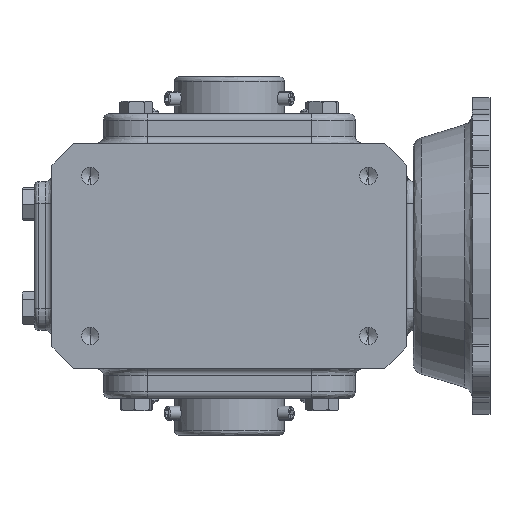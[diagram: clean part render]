
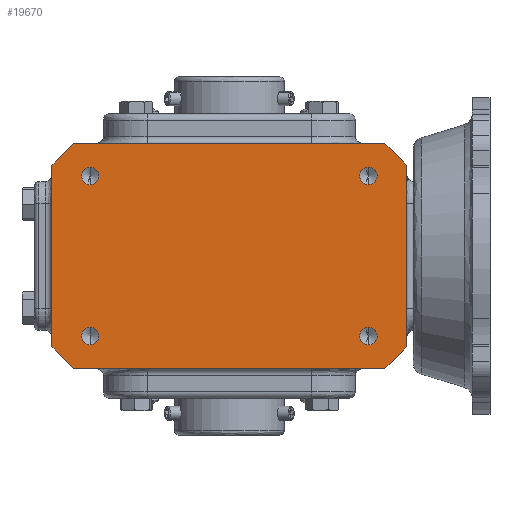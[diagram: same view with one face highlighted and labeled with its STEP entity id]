
A CAD part, front view. The second image highlights one B-rep face of the part: STEP entity #19670.
In plain terms, the highlighted planar face has unit normal (0, -1, 0).
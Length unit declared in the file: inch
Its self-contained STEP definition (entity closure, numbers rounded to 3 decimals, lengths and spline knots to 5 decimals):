
#150 = FACE_BOUND ( 'NONE', #18576, .T. ) ;
#218 = CARTESIAN_POINT ( 'NONE',  ( -2.5, -2.5, 1.43996 ) ) ;
#338 = EDGE_CURVE ( 'NONE', #1019, #5195, #16232, .T. ) ;
#815 = CARTESIAN_POINT ( 'NONE',  ( -2.5, -2.5, -1.59621 ) ) ;
#1019 = VERTEX_POINT ( 'NONE', #24012 ) ;
#1540 = AXIS2_PLACEMENT_3D ( 'NONE', #14112, #21411, #4610 ) ;
#1614 = EDGE_CURVE ( 'NONE', #5195, #1019, #22463, .T. ) ;
#1789 = VERTEX_POINT ( 'NONE', #4762 ) ;
#1997 = CARTESIAN_POINT ( 'NONE',  ( -2.79528, -2.5, -2.02756 ) ) ;
#2016 = CARTESIAN_POINT ( 'NONE',  ( -2.5, -2.5, -1.43996 ) ) ;
#2523 = CARTESIAN_POINT ( 'NONE',  ( 2.5, -2.5, 1.43996 ) ) ;
#3010 = DIRECTION ( 'NONE',  ( 0., -1., 0. ) ) ;
#3109 = CARTESIAN_POINT ( 'NONE',  ( -3.18898, -2.5, 2.02756 ) ) ;
#3357 = ORIENTED_EDGE ( 'NONE', *, *, #6348, .F. ) ;
#3479 = EDGE_CURVE ( 'NONE', #8471, #23494, #22087, .T. ) ;
#3511 = EDGE_LOOP ( 'NONE', ( #3357, #18604 ) ) ;
#3636 = ORIENTED_EDGE ( 'NONE', *, *, #4111, .F. ) ;
#3735 = ORIENTED_EDGE ( 'NONE', *, *, #1614, .F. ) ;
#3744 = LINE ( 'NONE', #5471, #14139 ) ;
#3750 = CARTESIAN_POINT ( 'NONE',  ( -3.18898, -2.5, 2.02756 ) ) ;
#4111 = EDGE_CURVE ( 'NONE', #6425, #18949, #18602, .T. ) ;
#4235 = DIRECTION ( 'NONE',  ( 1., 0., 0. ) ) ;
#4477 = DIRECTION ( 'NONE',  ( 0., 0., -1. ) ) ;
#4494 = EDGE_CURVE ( 'NONE', #18949, #6425, #18937, .T. ) ;
#4610 = DIRECTION ( 'NONE',  ( 0., 0., -1. ) ) ;
#4762 = CARTESIAN_POINT ( 'NONE',  ( 2.5, -2.5, 1.28371 ) ) ;
#4978 = AXIS2_PLACEMENT_3D ( 'NONE', #24023, #11246, #22323 ) ;
#5021 = AXIS2_PLACEMENT_3D ( 'NONE', #3109, #18084, #16832 ) ;
#5195 = VERTEX_POINT ( 'NONE', #6620 ) ;
#5430 = CARTESIAN_POINT ( 'NONE',  ( -3.18898, -2.5, -2.02756 ) ) ;
#5471 = CARTESIAN_POINT ( 'NONE',  ( -3.18898, -2.5, 1.63386 ) ) ;
#5502 = AXIS2_PLACEMENT_3D ( 'NONE', #2523, #9919, #8130 ) ;
#5574 = CARTESIAN_POINT ( 'NONE',  ( -3.18898, -2.5, -1.63386 ) ) ;
#5679 = VERTEX_POINT ( 'NONE', #12435 ) ;
#5752 = AXIS2_PLACEMENT_3D ( 'NONE', #218, #18969, #9444 ) ;
#5768 = DIRECTION ( 'NONE',  ( -0.707, 0., 0.707 ) ) ;
#6032 = DIRECTION ( 'NONE',  ( 0., -1., 0. ) ) ;
#6269 = ORIENTED_EDGE ( 'NONE', *, *, #21975, .F. ) ;
#6302 = EDGE_CURVE ( 'NONE', #15782, #23953, #11528, .T. ) ;
#6348 = EDGE_CURVE ( 'NONE', #1789, #22573, #7712, .T. ) ;
#6425 = VERTEX_POINT ( 'NONE', #815 ) ;
#6510 = EDGE_CURVE ( 'NONE', #23494, #12924, #22319, .T. ) ;
#6620 = CARTESIAN_POINT ( 'NONE',  ( -2.5, -2.5, 1.28371 ) ) ;
#6656 = DIRECTION ( 'NONE',  ( 0., 0., -1. ) ) ;
#6736 = EDGE_CURVE ( 'NONE', #8197, #8471, #15117, .T. ) ;
#6973 = VERTEX_POINT ( 'NONE', #16311 ) ;
#6998 = DIRECTION ( 'NONE',  ( 0., 0., -1. ) ) ;
#7588 = DIRECTION ( 'NONE',  ( 0., -1., 0. ) ) ;
#7712 = CIRCLE ( 'NONE', #11617, 0.15625 ) ;
#8118 = LINE ( 'NONE', #23655, #17856 ) ;
#8130 = DIRECTION ( 'NONE',  ( 0., 0., -1. ) ) ;
#8197 = VERTEX_POINT ( 'NONE', #8619 ) ;
#8471 = VERTEX_POINT ( 'NONE', #17021 ) ;
#8574 = FACE_BOUND ( 'NONE', #3511, .T. ) ;
#8619 = CARTESIAN_POINT ( 'NONE',  ( 3.18898, -2.5, -1.63386 ) ) ;
#8973 = CARTESIAN_POINT ( 'NONE',  ( 2.79528, -2.5, 2.02756 ) ) ;
#9071 = ORIENTED_EDGE ( 'NONE', *, *, #4494, .F. ) ;
#9267 = ORIENTED_EDGE ( 'NONE', *, *, #6736, .F. ) ;
#9444 = DIRECTION ( 'NONE',  ( 0., 0., -1. ) ) ;
#9919 = DIRECTION ( 'NONE',  ( 0., -1., 0. ) ) ;
#10083 = DIRECTION ( 'NONE',  ( 0., 0., -1. ) ) ;
#10169 = LINE ( 'NONE', #17631, #13593 ) ;
#10541 = DIRECTION ( 'NONE',  ( 0.707, 0., -0.707 ) ) ;
#10683 = CARTESIAN_POINT ( 'NONE',  ( -3.18898, -2.5, 1.63386 ) ) ;
#10750 = ORIENTED_EDGE ( 'NONE', *, *, #6510, .F. ) ;
#10791 = VECTOR ( 'NONE', #13394, 39.37008 ) ;
#11174 = ORIENTED_EDGE ( 'NONE', *, *, #338, .F. ) ;
#11216 = ORIENTED_EDGE ( 'NONE', *, *, #3479, .F. ) ;
#11224 = FACE_BOUND ( 'NONE', #18871, .T. ) ;
#11246 = DIRECTION ( 'NONE',  ( 0., -1., 0. ) ) ;
#11453 = ORIENTED_EDGE ( 'NONE', *, *, #22653, .F. ) ;
#11522 = CARTESIAN_POINT ( 'NONE',  ( -2.79528, -2.5, 2.02756 ) ) ;
#11528 = LINE ( 'NONE', #3750, #21702 ) ;
#11535 = CARTESIAN_POINT ( 'NONE',  ( 2.79528, -2.5, 2.02756 ) ) ;
#11617 = AXIS2_PLACEMENT_3D ( 'NONE', #23192, #22977, #6656 ) ;
#11702 = CARTESIAN_POINT ( 'NONE',  ( 3.18898, -2.5, -1.63386 ) ) ;
#11711 = VERTEX_POINT ( 'NONE', #15151 ) ;
#12435 = CARTESIAN_POINT ( 'NONE',  ( 3.18898, -2.5, 1.63386 ) ) ;
#12924 = VERTEX_POINT ( 'NONE', #5574 ) ;
#12945 = CARTESIAN_POINT ( 'NONE',  ( -2.79528, -2.5, -2.02756 ) ) ;
#13210 = AXIS2_PLACEMENT_3D ( 'NONE', #15920, #3010, #4477 ) ;
#13394 = DIRECTION ( 'NONE',  ( -0.707, 0., -0.707 ) ) ;
#13568 = EDGE_CURVE ( 'NONE', #22573, #1789, #22602, .T. ) ;
#13593 = VECTOR ( 'NONE', #19568, 39.37008 ) ;
#13870 = VECTOR ( 'NONE', #16611, 39.37008 ) ;
#13942 = VECTOR ( 'NONE', #5768, 39.37008 ) ;
#14112 = CARTESIAN_POINT ( 'NONE',  ( 2.5, -2.5, -1.43996 ) ) ;
#14136 = EDGE_LOOP ( 'NONE', ( #23844, #15749, #23515, #23294, #10750, #11216, #9267, #6269 ) ) ;
#14139 = VECTOR ( 'NONE', #15064, 39.37008 ) ;
#14230 = CARTESIAN_POINT ( 'NONE',  ( 2.5, -2.5, 1.59621 ) ) ;
#15062 = AXIS2_PLACEMENT_3D ( 'NONE', #2016, #7588, #10083 ) ;
#15064 = DIRECTION ( 'NONE',  ( 0.707, 0., 0.707 ) ) ;
#15117 = LINE ( 'NONE', #11702, #10791 ) ;
#15151 = CARTESIAN_POINT ( 'NONE',  ( 2.5, -2.5, -1.59621 ) ) ;
#15166 = VECTOR ( 'NONE', #10541, 39.37008 ) ;
#15677 = EDGE_CURVE ( 'NONE', #23758, #15782, #3744, .T. ) ;
#15749 = ORIENTED_EDGE ( 'NONE', *, *, #6302, .F. ) ;
#15782 = VERTEX_POINT ( 'NONE', #11522 ) ;
#15920 = CARTESIAN_POINT ( 'NONE',  ( 2.5, -2.5, -1.43996 ) ) ;
#16017 = PLANE ( 'NONE',  #5021 ) ;
#16232 = CIRCLE ( 'NONE', #5752, 0.15625 ) ;
#16311 = CARTESIAN_POINT ( 'NONE',  ( 2.5, -2.5, -1.28371 ) ) ;
#16611 = DIRECTION ( 'NONE',  ( -1., 0., 0. ) ) ;
#16654 = LINE ( 'NONE', #8973, #15166 ) ;
#16832 = DIRECTION ( 'NONE',  ( 0., 0., 1. ) ) ;
#17021 = CARTESIAN_POINT ( 'NONE',  ( 2.79528, -2.5, -2.02756 ) ) ;
#17415 = AXIS2_PLACEMENT_3D ( 'NONE', #20658, #6032, #22465 ) ;
#17631 = CARTESIAN_POINT ( 'NONE',  ( -3.18898, -2.5, 2.02756 ) ) ;
#17856 = VECTOR ( 'NONE', #6998, 39.37008 ) ;
#18084 = DIRECTION ( 'NONE',  ( 0., 1., 0. ) ) ;
#18576 = EDGE_LOOP ( 'NONE', ( #20188, #11453 ) ) ;
#18602 = CIRCLE ( 'NONE', #17415, 0.15625 ) ;
#18604 = ORIENTED_EDGE ( 'NONE', *, *, #13568, .F. ) ;
#18871 = EDGE_LOOP ( 'NONE', ( #3636, #9071 ) ) ;
#18937 = CIRCLE ( 'NONE', #15062, 0.15625 ) ;
#18949 = VERTEX_POINT ( 'NONE', #21658 ) ;
#18969 = DIRECTION ( 'NONE',  ( 0., -1., 0. ) ) ;
#19568 = DIRECTION ( 'NONE',  ( 0., 0., 1. ) ) ;
#19670 = ADVANCED_FACE ( 'NONE', ( #20034, #11224, #150, #8574, #22307 ), #16017, .F. ) ;
#20034 = FACE_BOUND ( 'NONE', #22434, .T. ) ;
#20188 = ORIENTED_EDGE ( 'NONE', *, *, #20300, .F. ) ;
#20201 = CIRCLE ( 'NONE', #13210, 0.15625 ) ;
#20300 = EDGE_CURVE ( 'NONE', #11711, #6973, #20201, .T. ) ;
#20317 = EDGE_CURVE ( 'NONE', #12924, #23758, #10169, .T. ) ;
#20440 = EDGE_CURVE ( 'NONE', #23953, #5679, #16654, .T. ) ;
#20658 = CARTESIAN_POINT ( 'NONE',  ( -2.5, -2.5, -1.43996 ) ) ;
#21360 = CIRCLE ( 'NONE', #1540, 0.15625 ) ;
#21411 = DIRECTION ( 'NONE',  ( 0., -1., 0. ) ) ;
#21658 = CARTESIAN_POINT ( 'NONE',  ( -2.5, -2.5, -1.28371 ) ) ;
#21702 = VECTOR ( 'NONE', #4235, 39.37008 ) ;
#21975 = EDGE_CURVE ( 'NONE', #5679, #8197, #8118, .T. ) ;
#22087 = LINE ( 'NONE', #5430, #13870 ) ;
#22307 = FACE_OUTER_BOUND ( 'NONE', #14136, .T. ) ;
#22319 = LINE ( 'NONE', #1997, #13942 ) ;
#22323 = DIRECTION ( 'NONE',  ( 0., 0., -1. ) ) ;
#22434 = EDGE_LOOP ( 'NONE', ( #3735, #11174 ) ) ;
#22463 = CIRCLE ( 'NONE', #4978, 0.15625 ) ;
#22465 = DIRECTION ( 'NONE',  ( 0., 0., -1. ) ) ;
#22573 = VERTEX_POINT ( 'NONE', #14230 ) ;
#22602 = CIRCLE ( 'NONE', #5502, 0.15625 ) ;
#22653 = EDGE_CURVE ( 'NONE', #6973, #11711, #21360, .T. ) ;
#22977 = DIRECTION ( 'NONE',  ( 0., -1., 0. ) ) ;
#23192 = CARTESIAN_POINT ( 'NONE',  ( 2.5, -2.5, 1.43996 ) ) ;
#23294 = ORIENTED_EDGE ( 'NONE', *, *, #20317, .F. ) ;
#23494 = VERTEX_POINT ( 'NONE', #12945 ) ;
#23515 = ORIENTED_EDGE ( 'NONE', *, *, #15677, .F. ) ;
#23655 = CARTESIAN_POINT ( 'NONE',  ( 3.18898, -2.5, 2.02756 ) ) ;
#23758 = VERTEX_POINT ( 'NONE', #10683 ) ;
#23844 = ORIENTED_EDGE ( 'NONE', *, *, #20440, .F. ) ;
#23953 = VERTEX_POINT ( 'NONE', #11535 ) ;
#24012 = CARTESIAN_POINT ( 'NONE',  ( -2.5, -2.5, 1.59621 ) ) ;
#24023 = CARTESIAN_POINT ( 'NONE',  ( -2.5, -2.5, 1.43996 ) ) ;
